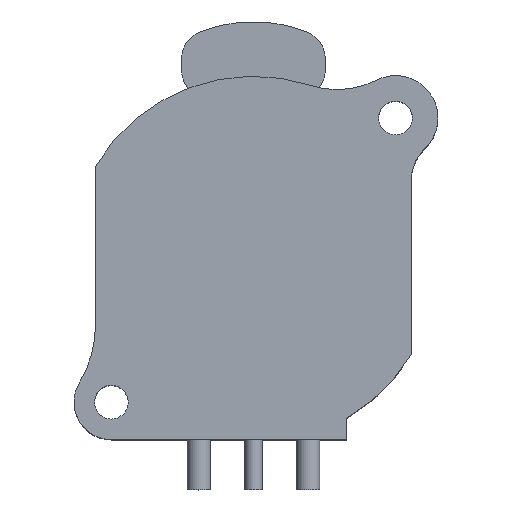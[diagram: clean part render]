
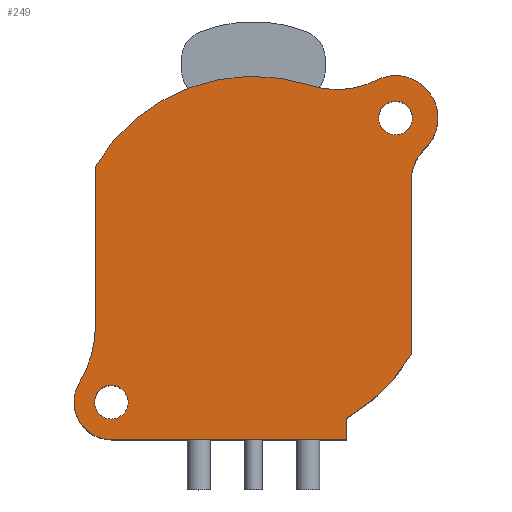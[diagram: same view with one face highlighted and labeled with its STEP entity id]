
A CAD part, top view. The second image highlights one B-rep face of the part: STEP entity #249.
In plain terms, the highlighted planar face has unit normal (0, 0, 1).
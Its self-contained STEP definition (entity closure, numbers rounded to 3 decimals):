
#13 = VERTEX_POINT ( 'NONE', #1830 ) ;
#24 = AXIS2_PLACEMENT_3D ( 'NONE', #2140, #650, #1144 ) ;
#61 = CIRCLE ( 'NONE', #959, 6. ) ;
#80 = DIRECTION ( 'NONE',  ( 0.454, -0.891, 0. ) ) ;
#90 = AXIS2_PLACEMENT_3D ( 'NONE', #1552, #104, #1420 ) ;
#104 = DIRECTION ( 'NONE',  ( 0., 0., -1. ) ) ;
#162 = EDGE_CURVE ( 'NONE', #1390, #652, #248, .T. ) ;
#192 = ORIENTED_EDGE ( 'NONE', *, *, #1986, .T. ) ;
#200 = AXIS2_PLACEMENT_3D ( 'NONE', #1707, #718, #1379 ) ;
#205 = AXIS2_PLACEMENT_3D ( 'NONE', #1725, #240, #1701 ) ;
#240 = DIRECTION ( 'NONE',  ( 0., 0., 1. ) ) ;
#247 = VERTEX_POINT ( 'NONE', #478 ) ;
#248 = LINE ( 'NONE', #909, #1578 ) ;
#249 = ADVANCED_FACE ( 'NONE', ( #1301, #780, #2115 ), #769, .T. ) ;
#287 = EDGE_CURVE ( 'NONE', #443, #929, #1671, .T. ) ;
#294 = ORIENTED_EDGE ( 'NONE', *, *, #300, .T. ) ;
#300 = EDGE_CURVE ( 'NONE', #1557, #603, #1952, .T. ) ;
#316 = ORIENTED_EDGE ( 'NONE', *, *, #1532, .T. ) ;
#334 = DIRECTION ( 'NONE',  ( 0.31, 0.951, 0. ) ) ;
#347 = ORIENTED_EDGE ( 'NONE', *, *, #479, .T. ) ;
#377 = LINE ( 'NONE', #2023, #999 ) ;
#401 = DIRECTION ( 'NONE',  ( 0., 0., -1. ) ) ;
#414 = AXIS2_PLACEMENT_3D ( 'NONE', #634, #1799, #334 ) ;
#421 = CARTESIAN_POINT ( 'NONE',  ( -12.132, -8.567, 19.5 ) ) ;
#427 = CARTESIAN_POINT ( 'NONE',  ( 3.971, 12.168, 19.5 ) ) ;
#432 = DIRECTION ( 'NONE',  ( 1., 0., 0. ) ) ;
#443 = VERTEX_POINT ( 'NONE', #1511 ) ;
#450 = VERTEX_POINT ( 'NONE', #2057 ) ;
#451 = EDGE_CURVE ( 'NONE', #616, #443, #377, .T. ) ;
#478 = CARTESIAN_POINT ( 'NONE',  ( 12.85, 9.9, 19.5 ) ) ;
#479 = EDGE_CURVE ( 'NONE', #1015, #861, #1715, .T. ) ;
#486 = ORIENTED_EDGE ( 'NONE', *, *, #287, .T. ) ;
#521 = ORIENTED_EDGE ( 'NONE', *, *, #553, .T. ) ;
#536 = CIRCLE ( 'NONE', #2112, 2.95 ) ;
#539 = ORIENTED_EDGE ( 'NONE', *, *, #756, .T. ) ;
#553 = EDGE_CURVE ( 'NONE', #603, #13, #731, .T. ) ;
#594 = DIRECTION ( 'NONE',  ( 0., -1., 0. ) ) ;
#603 = VERTEX_POINT ( 'NONE', #1659 ) ;
#616 = VERTEX_POINT ( 'NONE', #1185 ) ;
#617 = DIRECTION ( 'NONE',  ( 1., 0., 0. ) ) ;
#620 = DIRECTION ( 'NONE',  ( 0.689, -0.725, 0. ) ) ;
#621 = AXIS2_PLACEMENT_3D ( 'NONE', #1474, #773, #1110 ) ;
#633 = CIRCLE ( 'NONE', #1255, 8. ) ;
#634 = CARTESIAN_POINT ( 'NONE',  ( 0., 0., 19.5 ) ) ;
#644 = CIRCLE ( 'NONE', #24, 2.6 ) ;
#646 = CARTESIAN_POINT ( 'NONE',  ( -9.9, -9.9, 19.5 ) ) ;
#650 = DIRECTION ( 'NONE',  ( 0., 0., 1. ) ) ;
#652 = VERTEX_POINT ( 'NONE', #1407 ) ;
#675 = VECTOR ( 'NONE', #1606, 1000. ) ;
#695 = EDGE_CURVE ( 'NONE', #861, #1015, #1644, .T. ) ;
#718 = DIRECTION ( 'NONE',  ( 0., 0., -1. ) ) ;
#731 = LINE ( 'NONE', #1696, #1065 ) ;
#741 = DIRECTION ( 'NONE',  ( 0., 1., 0. ) ) ;
#756 = EDGE_CURVE ( 'NONE', #450, #1813, #61, .T. ) ;
#769 = PLANE ( 'NONE',  #1193 ) ;
#773 = DIRECTION ( 'NONE',  ( 0., 0., -1. ) ) ;
#776 = AXIS2_PLACEMENT_3D ( 'NONE', #1481, #1755, #1290 ) ;
#780 = FACE_BOUND ( 'NONE', #1440, .T. ) ;
#828 = CARTESIAN_POINT ( 'NONE',  ( 11.933, 7.762, 19.5 ) ) ;
#860 = EDGE_CURVE ( 'NONE', #247, #450, #536, .T. ) ;
#861 = VERTEX_POINT ( 'NONE', #966 ) ;
#881 = EDGE_CURVE ( 'NONE', #1026, #1656, #1561, .T. ) ;
#884 = EDGE_LOOP ( 'NONE', ( #1646, #192 ) ) ;
#909 = CARTESIAN_POINT ( 'NONE',  ( -11., 6.545, 19.5 ) ) ;
#929 = VERTEX_POINT ( 'NONE', #828 ) ;
#949 = CARTESIAN_POINT ( 'NONE',  ( 0., 0., 19.5 ) ) ;
#959 = AXIS2_PLACEMENT_3D ( 'NONE', #1892, #401, #80 ) ;
#966 = CARTESIAN_POINT ( 'NONE',  ( 8.725, 9.9, 19.5 ) ) ;
#976 = AXIS2_PLACEMENT_3D ( 'NONE', #646, #1486, #1156 ) ;
#999 = VECTOR ( 'NONE', #741, 1000. ) ;
#1015 = VERTEX_POINT ( 'NONE', #1974 ) ;
#1026 = VERTEX_POINT ( 'NONE', #1194 ) ;
#1037 = ORIENTED_EDGE ( 'NONE', *, *, #1316, .T. ) ;
#1059 = ORIENTED_EDGE ( 'NONE', *, *, #1115, .T. ) ;
#1065 = VECTOR ( 'NONE', #1367, 1000. ) ;
#1079 = VERTEX_POINT ( 'NONE', #421 ) ;
#1110 = DIRECTION ( 'NONE',  ( -1., 0., 0. ) ) ;
#1111 = CIRCLE ( 'NONE', #976, 1.175 ) ;
#1115 = EDGE_CURVE ( 'NONE', #13, #616, #1419, .T. ) ;
#1144 = DIRECTION ( 'NONE',  ( -0.858, 0.513, 0. ) ) ;
#1145 = ORIENTED_EDGE ( 'NONE', *, *, #451, .T. ) ;
#1156 = DIRECTION ( 'NONE',  ( 1., 0., 0. ) ) ;
#1158 = CARTESIAN_POINT ( 'NONE',  ( 9.9, 9.9, 19.5 ) ) ;
#1185 = CARTESIAN_POINT ( 'NONE',  ( 11., -6.545, 19.5 ) ) ;
#1193 = AXIS2_PLACEMENT_3D ( 'NONE', #949, #1315, #617 ) ;
#1194 = CARTESIAN_POINT ( 'NONE',  ( -11.075, -9.9, 19.5 ) ) ;
#1199 = CARTESIAN_POINT ( 'NONE',  ( -9.9, -12.5, 19.5 ) ) ;
#1254 = CARTESIAN_POINT ( 'NONE',  ( -19., -4.464, 19.5 ) ) ;
#1255 = AXIS2_PLACEMENT_3D ( 'NONE', #1254, #2116, #432 ) ;
#1290 = DIRECTION ( 'NONE',  ( -1., 0., 0. ) ) ;
#1301 = FACE_BOUND ( 'NONE', #884, .T. ) ;
#1315 = DIRECTION ( 'NONE',  ( 0., 0., 1. ) ) ;
#1316 = EDGE_CURVE ( 'NONE', #652, #1079, #633, .T. ) ;
#1367 = DIRECTION ( 'NONE',  ( 0., 1., 0. ) ) ;
#1379 = DIRECTION ( 'NONE',  ( 1., 0., 0. ) ) ;
#1390 = VERTEX_POINT ( 'NONE', #1993 ) ;
#1407 = CARTESIAN_POINT ( 'NONE',  ( -11., -4.464, 19.5 ) ) ;
#1419 = CIRCLE ( 'NONE', #205, 12.8 ) ;
#1420 = DIRECTION ( 'NONE',  ( -1., 0., 0. ) ) ;
#1440 = EDGE_LOOP ( 'NONE', ( #1634, #347 ) ) ;
#1474 = CARTESIAN_POINT ( 'NONE',  ( -9.9, -9.9, 19.5 ) ) ;
#1481 = CARTESIAN_POINT ( 'NONE',  ( 14., 5.588, 19.5 ) ) ;
#1486 = DIRECTION ( 'NONE',  ( 0., 0., -1. ) ) ;
#1505 = EDGE_CURVE ( 'NONE', #1079, #1557, #644, .T. ) ;
#1511 = CARTESIAN_POINT ( 'NONE',  ( 11., 5.588, 19.5 ) ) ;
#1532 = EDGE_CURVE ( 'NONE', #929, #247, #1927, .T. ) ;
#1545 = CARTESIAN_POINT ( 'NONE',  ( -8.725, -9.9, 19.5 ) ) ;
#1552 = CARTESIAN_POINT ( 'NONE',  ( 9.9, 9.9, 19.5 ) ) ;
#1557 = VERTEX_POINT ( 'NONE', #1199 ) ;
#1561 = CIRCLE ( 'NONE', #621, 1.175 ) ;
#1578 = VECTOR ( 'NONE', #594, 1000. ) ;
#1606 = DIRECTION ( 'NONE',  ( 1., 0., 0. ) ) ;
#1610 = DIRECTION ( 'NONE',  ( 0., 0., 1. ) ) ;
#1613 = AXIS2_PLACEMENT_3D ( 'NONE', #1158, #1872, #1721 ) ;
#1634 = ORIENTED_EDGE ( 'NONE', *, *, #695, .T. ) ;
#1644 = CIRCLE ( 'NONE', #90, 1.175 ) ;
#1646 = ORIENTED_EDGE ( 'NONE', *, *, #881, .T. ) ;
#1649 = EDGE_LOOP ( 'NONE', ( #1037, #1954, #294, #521, #1059, #1145, #486, #316, #1784, #539, #1660, #2087 ) ) ;
#1656 = VERTEX_POINT ( 'NONE', #1545 ) ;
#1659 = CARTESIAN_POINT ( 'NONE',  ( 6.5, -12.5, 19.5 ) ) ;
#1660 = ORIENTED_EDGE ( 'NONE', *, *, #1964, .T. ) ;
#1671 = CIRCLE ( 'NONE', #776, 3. ) ;
#1696 = CARTESIAN_POINT ( 'NONE',  ( 6.5, -12.5, 19.5 ) ) ;
#1697 = CIRCLE ( 'NONE', #414, 12.8 ) ;
#1701 = DIRECTION ( 'NONE',  ( 0.508, -0.861, 0. ) ) ;
#1707 = CARTESIAN_POINT ( 'NONE',  ( 9.9, 9.9, 19.5 ) ) ;
#1715 = CIRCLE ( 'NONE', #200, 1.175 ) ;
#1721 = DIRECTION ( 'NONE',  ( 0.689, -0.725, 0. ) ) ;
#1725 = CARTESIAN_POINT ( 'NONE',  ( 0., 0., 19.5 ) ) ;
#1755 = DIRECTION ( 'NONE',  ( 0., 0., -1. ) ) ;
#1774 = CARTESIAN_POINT ( 'NONE',  ( -9.9, -12.5, 19.5 ) ) ;
#1784 = ORIENTED_EDGE ( 'NONE', *, *, #860, .T. ) ;
#1799 = DIRECTION ( 'NONE',  ( 0., 0., 1. ) ) ;
#1813 = VERTEX_POINT ( 'NONE', #427 ) ;
#1830 = CARTESIAN_POINT ( 'NONE',  ( 6.5, -11.027, 19.5 ) ) ;
#1872 = DIRECTION ( 'NONE',  ( 0., 0., 1. ) ) ;
#1892 = CARTESIAN_POINT ( 'NONE',  ( 5.833, 17.872, 19.5 ) ) ;
#1927 = CIRCLE ( 'NONE', #1613, 2.95 ) ;
#1952 = LINE ( 'NONE', #1774, #675 ) ;
#1954 = ORIENTED_EDGE ( 'NONE', *, *, #1505, .T. ) ;
#1955 = CARTESIAN_POINT ( 'NONE',  ( 9.9, 9.9, 19.5 ) ) ;
#1964 = EDGE_CURVE ( 'NONE', #1813, #1390, #1697, .T. ) ;
#1974 = CARTESIAN_POINT ( 'NONE',  ( 11.075, 9.9, 19.5 ) ) ;
#1986 = EDGE_CURVE ( 'NONE', #1656, #1026, #1111, .T. ) ;
#1993 = CARTESIAN_POINT ( 'NONE',  ( -11., 6.545, 19.5 ) ) ;
#2023 = CARTESIAN_POINT ( 'NONE',  ( 11., -6.545, 19.5 ) ) ;
#2057 = CARTESIAN_POINT ( 'NONE',  ( 8.559, 12.528, 19.5 ) ) ;
#2087 = ORIENTED_EDGE ( 'NONE', *, *, #162, .T. ) ;
#2112 = AXIS2_PLACEMENT_3D ( 'NONE', #1955, #1610, #620 ) ;
#2115 = FACE_OUTER_BOUND ( 'NONE', #1649, .T. ) ;
#2116 = DIRECTION ( 'NONE',  ( 0., 0., -1. ) ) ;
#2140 = CARTESIAN_POINT ( 'NONE',  ( -9.9, -9.9, 19.5 ) ) ;
